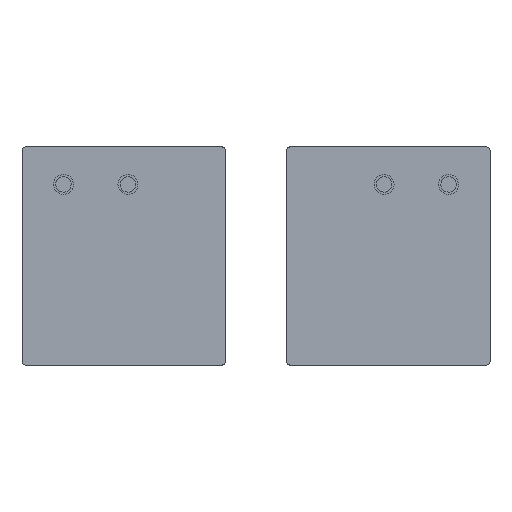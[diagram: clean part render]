
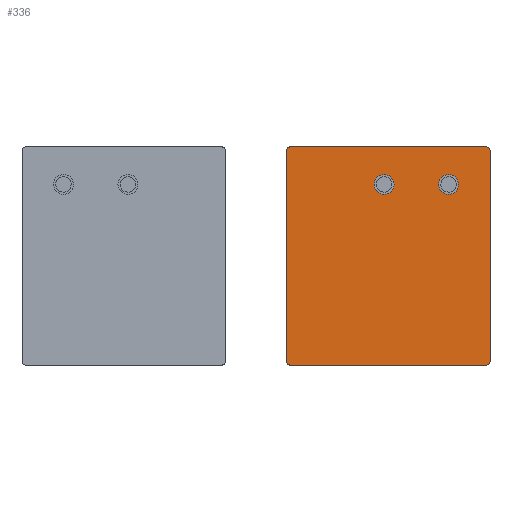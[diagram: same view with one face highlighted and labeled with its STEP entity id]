
A CAD part, front view. The second image highlights one B-rep face of the part: STEP entity #336.
In plain terms, the highlighted planar face has unit normal (0, -1, 0).
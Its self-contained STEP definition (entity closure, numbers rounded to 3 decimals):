
#59=PLANE('',#439);
#73=FACE_OUTER_BOUND('',#91,.T.);
#91=EDGE_LOOP('',(#276,#277,#278,#279,#280,#281,#282,#283));
#106=LINE('',#615,#126);
#112=LINE('',#636,#132);
#116=LINE('',#647,#136);
#117=LINE('',#649,#137);
#126=VECTOR('',#491,10.);
#132=VECTOR('',#511,10.);
#136=VECTOR('',#525,10.);
#137=VECTOR('',#528,10.);
#143=CIRCLE('',#424,1.);
#147=CIRCLE('',#431,1.);
#148=CIRCLE('',#434,1.);
#149=CIRCLE('',#436,1.);
#166=VERTEX_POINT('',#605);
#167=VERTEX_POINT('',#607);
#169=VERTEX_POINT('',#613);
#175=VERTEX_POINT('',#629);
#176=VERTEX_POINT('',#631);
#177=VERTEX_POINT('',#635);
#178=VERTEX_POINT('',#639);
#179=VERTEX_POINT('',#643);
#196=EDGE_CURVE('',#166,#167,#143,.T.);
#200=EDGE_CURVE('',#169,#166,#106,.T.);
#208=EDGE_CURVE('',#175,#176,#147,.T.);
#210=EDGE_CURVE('',#176,#177,#112,.T.);
#212=EDGE_CURVE('',#177,#178,#148,.T.);
#215=EDGE_CURVE('',#179,#169,#149,.T.);
#216=EDGE_CURVE('',#178,#179,#116,.T.);
#217=EDGE_CURVE('',#167,#175,#117,.T.);
#276=ORIENTED_EDGE('',*,*,#196,.F.);
#277=ORIENTED_EDGE('',*,*,#200,.F.);
#278=ORIENTED_EDGE('',*,*,#215,.F.);
#279=ORIENTED_EDGE('',*,*,#216,.F.);
#280=ORIENTED_EDGE('',*,*,#212,.F.);
#281=ORIENTED_EDGE('',*,*,#210,.F.);
#282=ORIENTED_EDGE('',*,*,#208,.F.);
#283=ORIENTED_EDGE('',*,*,#217,.F.);
#336=ADVANCED_FACE('',(#73),#59,.F.);
#424=AXIS2_PLACEMENT_3D('',#608,#484,#485);
#431=AXIS2_PLACEMENT_3D('',#632,#506,#507);
#434=AXIS2_PLACEMENT_3D('',#640,#515,#516);
#436=AXIS2_PLACEMENT_3D('',#645,#521,#522);
#439=AXIS2_PLACEMENT_3D('',#650,#529,#530);
#484=DIRECTION('center_axis',(0.,1.,0.));
#485=DIRECTION('ref_axis',(-0.707,0.,-0.707));
#491=DIRECTION('',(-1.,0.,0.));
#506=DIRECTION('center_axis',(0.,1.,0.));
#507=DIRECTION('ref_axis',(-0.707,0.,0.707));
#511=DIRECTION('',(1.,0.,0.));
#515=DIRECTION('center_axis',(0.,1.,0.));
#516=DIRECTION('ref_axis',(0.707,0.,0.707));
#521=DIRECTION('center_axis',(0.,1.,0.));
#522=DIRECTION('ref_axis',(0.707,0.,-0.707));
#525=DIRECTION('',(0.,0.,-1.));
#528=DIRECTION('',(0.,0.,1.));
#529=DIRECTION('center_axis',(0.,1.,0.));
#530=DIRECTION('ref_axis',(0.,0.,1.));
#605=CARTESIAN_POINT('',(-32.1,0.,-35.5));
#607=CARTESIAN_POINT('',(-33.1,0.,-34.5));
#608=CARTESIAN_POINT('Origin',(-32.1,0.,-34.5));
#613=CARTESIAN_POINT('',(32.1,0.,-35.5));
#615=CARTESIAN_POINT('',(33.1,0.,-35.5));
#629=CARTESIAN_POINT('',(-33.1,0.,34.5));
#631=CARTESIAN_POINT('',(-32.1,0.,35.5));
#632=CARTESIAN_POINT('Origin',(-32.1,0.,34.5));
#635=CARTESIAN_POINT('',(32.1,0.,35.5));
#636=CARTESIAN_POINT('',(-33.1,0.,35.5));
#639=CARTESIAN_POINT('',(33.1,0.,34.5));
#640=CARTESIAN_POINT('Origin',(32.1,0.,34.5));
#643=CARTESIAN_POINT('',(33.1,0.,-34.5));
#645=CARTESIAN_POINT('Origin',(32.1,0.,-34.5));
#647=CARTESIAN_POINT('',(33.1,0.,35.5));
#649=CARTESIAN_POINT('',(-33.1,0.,-35.5));
#650=CARTESIAN_POINT('Origin',(0.,0.,0.));
